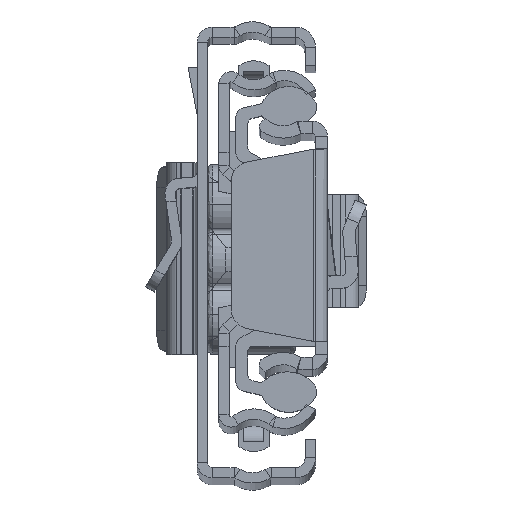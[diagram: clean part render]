
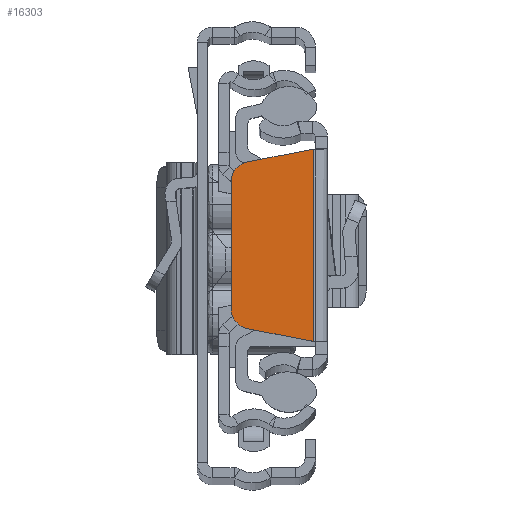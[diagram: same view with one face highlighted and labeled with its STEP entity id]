
A CAD part, top view. The second image highlights one B-rep face of the part: STEP entity #16303.
In plain terms, the highlighted planar face has unit normal (0, 0, 1).
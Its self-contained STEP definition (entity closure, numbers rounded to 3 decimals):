
#128 = CARTESIAN_POINT ( 'NONE',  ( -7.401, 6.183, 0. ) ) ;
#361 = ORIENTED_EDGE ( 'NONE', *, *, #13009, .T. ) ;
#458 = LINE ( 'NONE', #8822, #19438 ) ;
#932 = DIRECTION ( 'NONE',  ( -0.982, -0.189, 0. ) ) ;
#2044 = LINE ( 'NONE', #15296, #13301 ) ;
#2090 = DIRECTION ( 'NONE',  ( 0.982, -0.189, 0. ) ) ;
#2170 = EDGE_CURVE ( 'NONE', #15063, #20975, #2044, .T. ) ;
#2230 = CIRCLE ( 'NONE', #9855, 2. ) ;
#2291 = AXIS2_PLACEMENT_3D ( 'NONE', #128, #12954, #21341 ) ;
#2417 = ORIENTED_EDGE ( 'NONE', *, *, #13780, .F. ) ;
#3771 = CARTESIAN_POINT ( 'NONE',  ( -7.778, 8.147, 0. ) ) ;
#4270 = ORIENTED_EDGE ( 'NONE', *, *, #17144, .T. ) ;
#4404 = LINE ( 'NONE', #11020, #15404 ) ;
#5049 = CARTESIAN_POINT ( 'NONE',  ( 0., 0., 0. ) ) ;
#5449 = DIRECTION ( 'NONE',  ( 0., -1., 0. ) ) ;
#8597 = CARTESIAN_POINT ( 'NONE',  ( -1.36, -9.379, 0. ) ) ;
#8644 = ORIENTED_EDGE ( 'NONE', *, *, #9330, .T. ) ;
#8822 = CARTESIAN_POINT ( 'NONE',  ( -1.786, -9.298, 0. ) ) ;
#9184 = VERTEX_POINT ( 'NONE', #10366 ) ;
#9314 = CARTESIAN_POINT ( 'NONE',  ( -9.401, 6.183, 0. ) ) ;
#9330 = EDGE_CURVE ( 'NONE', #19109, #18644, #4404, .T. ) ;
#9855 = AXIS2_PLACEMENT_3D ( 'NONE', #20132, #18714, #13607 ) ;
#10040 = DIRECTION ( 'NONE',  ( -1., 0., 0. ) ) ;
#10366 = CARTESIAN_POINT ( 'NONE',  ( -7.778, -8.147, 0. ) ) ;
#11020 = CARTESIAN_POINT ( 'NONE',  ( -1.786, 9.298, 0. ) ) ;
#11666 = DIRECTION ( 'NONE',  ( 0., 0., -1. ) ) ;
#12083 = AXIS2_PLACEMENT_3D ( 'NONE', #5049, #11666, #10040 ) ;
#12855 = ORIENTED_EDGE ( 'NONE', *, *, #20685, .T. ) ;
#12954 = DIRECTION ( 'NONE',  ( 0., 0., 1. ) ) ;
#13009 = EDGE_CURVE ( 'NONE', #18644, #15063, #18943, .T. ) ;
#13294 = FACE_OUTER_BOUND ( 'NONE', #13313, .T. ) ;
#13301 = VECTOR ( 'NONE', #19175, 1000. ) ;
#13313 = EDGE_LOOP ( 'NONE', ( #13830, #12855, #4270, #2417, #8644, #361 ) ) ;
#13607 = DIRECTION ( 'NONE',  ( -1., 0., 0. ) ) ;
#13780 = EDGE_CURVE ( 'NONE', #19109, #14266, #19999, .T. ) ;
#13830 = ORIENTED_EDGE ( 'NONE', *, *, #2170, .T. ) ;
#14266 = VERTEX_POINT ( 'NONE', #17101 ) ;
#14583 = CARTESIAN_POINT ( 'NONE',  ( -1.36, 9.379, 0. ) ) ;
#15063 = VERTEX_POINT ( 'NONE', #9314 ) ;
#15296 = CARTESIAN_POINT ( 'NONE',  ( -9.401, 0., 0. ) ) ;
#15404 = VECTOR ( 'NONE', #932, 1000. ) ;
#16303 = ADVANCED_FACE ( 'NONE', ( #13294 ), #19923, .F. ) ;
#17101 = CARTESIAN_POINT ( 'NONE',  ( -1.36, -9.379, 0. ) ) ;
#17144 = EDGE_CURVE ( 'NONE', #9184, #14266, #458, .T. ) ;
#17209 = VECTOR ( 'NONE', #5449, 1000. ) ;
#18644 = VERTEX_POINT ( 'NONE', #3771 ) ;
#18714 = DIRECTION ( 'NONE',  ( 0., 0., 1. ) ) ;
#18943 = CIRCLE ( 'NONE', #2291, 2. ) ;
#19109 = VERTEX_POINT ( 'NONE', #14583 ) ;
#19175 = DIRECTION ( 'NONE',  ( 0., -1., 0. ) ) ;
#19438 = VECTOR ( 'NONE', #2090, 1000. ) ;
#19923 = PLANE ( 'NONE',  #12083 ) ;
#19999 = LINE ( 'NONE', #8597, #17209 ) ;
#20132 = CARTESIAN_POINT ( 'NONE',  ( -7.401, -6.183, 0. ) ) ;
#20305 = CARTESIAN_POINT ( 'NONE',  ( -9.401, -6.183, 0. ) ) ;
#20685 = EDGE_CURVE ( 'NONE', #20975, #9184, #2230, .T. ) ;
#20975 = VERTEX_POINT ( 'NONE', #20305 ) ;
#21341 = DIRECTION ( 'NONE',  ( -1., 0., 0. ) ) ;
